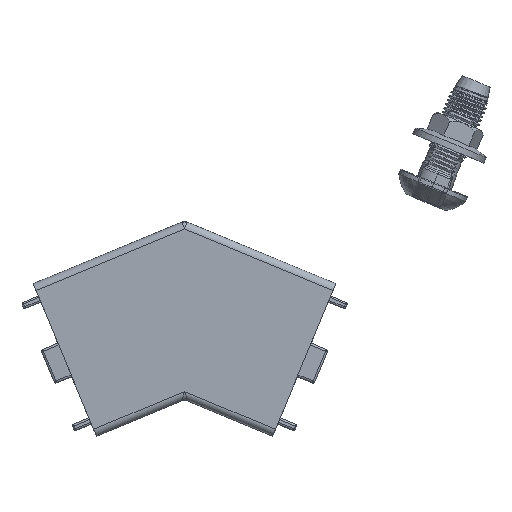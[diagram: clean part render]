
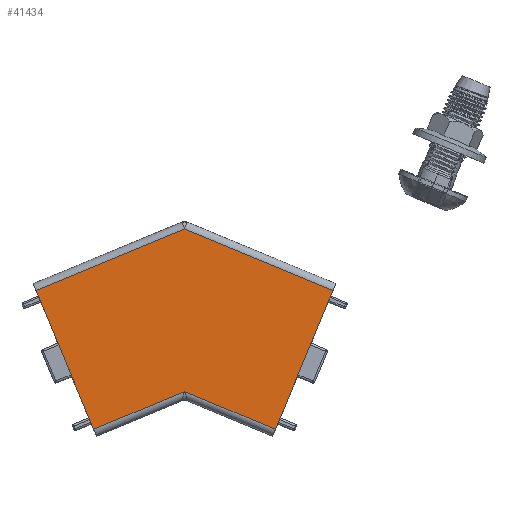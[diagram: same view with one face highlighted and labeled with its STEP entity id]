
A CAD part, top view. The second image highlights one B-rep face of the part: STEP entity #41434.
In plain terms, the highlighted planar face has unit normal (0, 0, 1).
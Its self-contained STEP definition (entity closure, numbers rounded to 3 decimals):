
#704 = LINE ( 'NONE', #41112, #13478 ) ;
#1663 = CARTESIAN_POINT ( 'NONE',  ( -40.488, 5.418, 22.5 ) ) ;
#2889 = AXIS2_PLACEMENT_3D ( 'NONE', #48171, #19164, #53042 ) ;
#3682 = DIRECTION ( 'NONE',  ( -0.383, 0.924, 0. ) ) ;
#5266 = VERTEX_POINT ( 'NONE', #24414 ) ;
#5880 = DIRECTION ( 'NONE',  ( -0.383, -0.924, 0. ) ) ;
#6154 = DIRECTION ( 'NONE',  ( -0.924, -0.383, 0. ) ) ;
#7472 = CARTESIAN_POINT ( 'NONE',  ( 40.488, 5.418, 22.5 ) ) ;
#9885 = LINE ( 'NONE', #33563, #34162 ) ;
#10104 = EDGE_CURVE ( 'NONE', #21071, #5266, #51319, .T. ) ;
#11411 = VECTOR ( 'NONE', #19235, 1000. ) ;
#11780 = CARTESIAN_POINT ( 'NONE',  ( 0., -22.189, 22.5 ) ) ;
#12609 = EDGE_CURVE ( 'NONE', #5266, #30430, #48533, .T. ) ;
#12673 = VECTOR ( 'NONE', #5880, 1000. ) ;
#13478 = VECTOR ( 'NONE', #45113, 1000. ) ;
#14225 = EDGE_CURVE ( 'NONE', #55599, #26533, #704, .T. ) ;
#14305 = DIRECTION ( 'NONE',  ( 0.924, -0.383, 0. ) ) ;
#18970 = CARTESIAN_POINT ( 'NONE',  ( 24.798, -32.461, 22.5 ) ) ;
#19164 = DIRECTION ( 'NONE',  ( 0., 0., -1. ) ) ;
#19235 = DIRECTION ( 'NONE',  ( -0.924, 0.383, 0. ) ) ;
#21071 = VERTEX_POINT ( 'NONE', #33548 ) ;
#24414 = CARTESIAN_POINT ( 'NONE',  ( 24.798, -32.461, 22.5 ) ) ;
#26533 = VERTEX_POINT ( 'NONE', #50624 ) ;
#27398 = VECTOR ( 'NONE', #6154, 1000. ) ;
#30430 = VERTEX_POINT ( 'NONE', #11780 ) ;
#33223 = ORIENTED_EDGE ( 'NONE', *, *, #14225, .F. ) ;
#33548 = CARTESIAN_POINT ( 'NONE',  ( 40.488, 5.418, 22.5 ) ) ;
#33563 = CARTESIAN_POINT ( 'NONE',  ( 0., 22.189, 22.5 ) ) ;
#34162 = VECTOR ( 'NONE', #14305, 1000. ) ;
#34890 = ORIENTED_EDGE ( 'NONE', *, *, #10104, .F. ) ;
#36307 = LINE ( 'NONE', #61398, #61845 ) ;
#38175 = ORIENTED_EDGE ( 'NONE', *, *, #47094, .F. ) ;
#40277 = LINE ( 'NONE', #59278, #27398 ) ;
#41112 = CARTESIAN_POINT ( 'NONE',  ( -40.488, 5.418, 22.5 ) ) ;
#41434 = ADVANCED_FACE ( 'NONE', ( #54893 ), #52842, .F. ) ;
#43116 = VERTEX_POINT ( 'NONE', #57805 ) ;
#45113 = DIRECTION ( 'NONE',  ( 0.924, 0.383, 0. ) ) ;
#45446 = ORIENTED_EDGE ( 'NONE', *, *, #58099, .F. ) ;
#47094 = EDGE_CURVE ( 'NONE', #30430, #43116, #40277, .T. ) ;
#47966 = ORIENTED_EDGE ( 'NONE', *, *, #12609, .F. ) ;
#48171 = CARTESIAN_POINT ( 'NONE',  ( 24.033, -34.308, 22.5 ) ) ;
#48533 = LINE ( 'NONE', #18970, #11411 ) ;
#49463 = ORIENTED_EDGE ( 'NONE', *, *, #53787, .F. ) ;
#50624 = CARTESIAN_POINT ( 'NONE',  ( 0., 22.189, 22.5 ) ) ;
#51319 = LINE ( 'NONE', #7472, #12673 ) ;
#52842 = PLANE ( 'NONE',  #2889 ) ;
#53042 = DIRECTION ( 'NONE',  ( -1., 0., 0. ) ) ;
#53787 = EDGE_CURVE ( 'NONE', #26533, #21071, #9885, .T. ) ;
#54893 = FACE_OUTER_BOUND ( 'NONE', #57381, .T. ) ;
#55599 = VERTEX_POINT ( 'NONE', #1663 ) ;
#57381 = EDGE_LOOP ( 'NONE', ( #45446, #38175, #47966, #34890, #49463, #33223 ) ) ;
#57805 = CARTESIAN_POINT ( 'NONE',  ( -24.798, -32.461, 22.5 ) ) ;
#58099 = EDGE_CURVE ( 'NONE', #43116, #55599, #36307, .T. ) ;
#59278 = CARTESIAN_POINT ( 'NONE',  ( 0., -22.189, 22.5 ) ) ;
#61398 = CARTESIAN_POINT ( 'NONE',  ( -24.798, -32.461, 22.5 ) ) ;
#61845 = VECTOR ( 'NONE', #3682, 1000. ) ;
